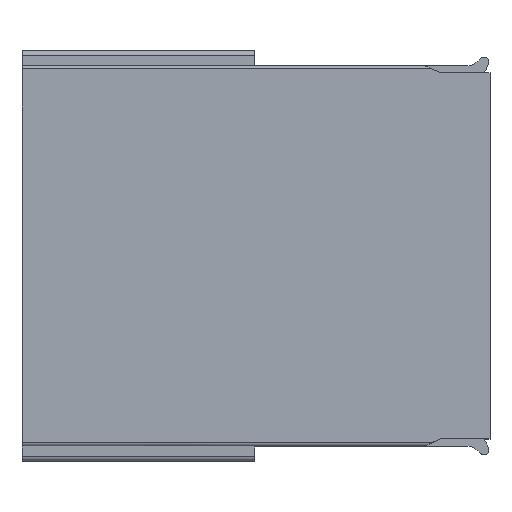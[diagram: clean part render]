
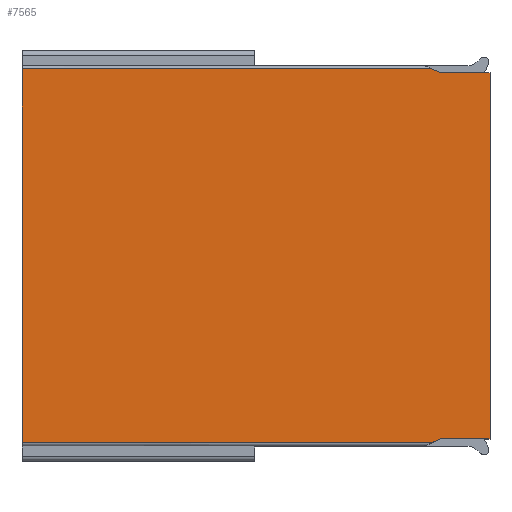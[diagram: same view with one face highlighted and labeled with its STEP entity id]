
A CAD part, top view. The second image highlights one B-rep face of the part: STEP entity #7565.
In plain terms, the highlighted planar face has unit normal (0, 0, 1).
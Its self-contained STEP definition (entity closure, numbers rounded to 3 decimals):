
#671=DIRECTION('',(0.,1.,0.));
#672=VECTOR('',#671,22.86);
#673=CARTESIAN_POINT('',(14.625,1.4,7.145));
#674=LINE('',#673,#672);
#2277=DIRECTION('',(-0.907,0.421,0.));
#2278=VECTOR('',#2277,0.598);
#2279=CARTESIAN_POINT('',(11.525,24.26,7.145));
#2280=LINE('',#2279,#2278);
#2281=DIRECTION('',(-1.,0.,0.));
#2282=VECTOR('',#2281,3.1);
#2283=CARTESIAN_POINT('',(14.625,24.26,7.145));
#2284=LINE('',#2283,#2282);
#2285=DIRECTION('',(-1.,0.,0.));
#2286=VECTOR('',#2285,3.1);
#2287=CARTESIAN_POINT('',(14.625,1.4,7.145));
#2288=LINE('',#2287,#2286);
#2289=DIRECTION('',(-0.907,-0.421,0.));
#2290=VECTOR('',#2289,0.598);
#2291=CARTESIAN_POINT('',(11.525,1.4,7.145));
#2292=LINE('',#2291,#2290);
#2293=DIRECTION('',(1.,0.,0.));
#2294=VECTOR('',#2293,25.608);
#2295=CARTESIAN_POINT('',(-14.625,1.149,7.145));
#2296=LINE('',#2295,#2294);
#2297=DIRECTION('',(0.,1.,0.));
#2298=VECTOR('',#2297,23.363);
#2299=CARTESIAN_POINT('',(-14.625,1.149,7.145));
#2300=LINE('',#2299,#2298);
#2301=DIRECTION('',(1.,0.,0.));
#2302=VECTOR('',#2301,25.608);
#2303=CARTESIAN_POINT('',(-14.625,24.511,7.145));
#2304=LINE('',#2303,#2302);
#3777=CARTESIAN_POINT('',(14.625,1.4,7.145));
#3778=CARTESIAN_POINT('',(11.525,1.4,7.145));
#3779=VERTEX_POINT('',#3777);
#3780=VERTEX_POINT('',#3778);
#3839=CARTESIAN_POINT('',(10.983,1.149,7.145));
#3840=VERTEX_POINT('',#3839);
#3841=CARTESIAN_POINT('',(-14.625,1.149,7.145));
#3842=VERTEX_POINT('',#3841);
#3864=CARTESIAN_POINT('',(-14.625,24.511,7.145));
#3865=VERTEX_POINT('',#3864);
#4002=CARTESIAN_POINT('',(11.525,24.26,7.145));
#4004=VERTEX_POINT('',#4002);
#4064=CARTESIAN_POINT('',(10.983,24.511,7.145));
#4065=VERTEX_POINT('',#4064);
#4066=CARTESIAN_POINT('',(14.625,24.26,7.145));
#4067=VERTEX_POINT('',#4066);
#7546=CARTESIAN_POINT('',(-14.625,0.,7.145));
#7547=DIRECTION('',(0.,0.,1.));
#7548=DIRECTION('',(1.,0.,0.));
#7549=AXIS2_PLACEMENT_3D('',#7546,#7547,#7548);
#7550=PLANE('',#7549);
#7551=ORIENTED_EDGE('',*,*,#6478,.F.);
#7552=ORIENTED_EDGE('',*,*,#7541,.F.);
#7553=ORIENTED_EDGE('',*,*,#5090,.F.);
#7555=ORIENTED_EDGE('',*,*,#7554,.T.);
#7557=ORIENTED_EDGE('',*,*,#7556,.T.);
#7559=ORIENTED_EDGE('',*,*,#7558,.F.);
#7560=ORIENTED_EDGE('',*,*,#6425,.T.);
#7562=ORIENTED_EDGE('',*,*,#7561,.T.);
#7563=EDGE_LOOP('',(#7551,#7552,#7553,#7555,#7557,#7559,#7560,#7562));
#7564=FACE_OUTER_BOUND('',#7563,.F.);
#7565=ADVANCED_FACE('',(#7564),#7550,.T.);
#5090=EDGE_CURVE('',#3779,#4067,#674,.T.);
#6425=EDGE_CURVE('',#3842,#3865,#2300,.T.);
#6478=EDGE_CURVE('',#4004,#4065,#2280,.T.);
#7541=EDGE_CURVE('',#4067,#4004,#2284,.T.);
#7554=EDGE_CURVE('',#3779,#3780,#2288,.T.);
#7556=EDGE_CURVE('',#3780,#3840,#2292,.T.);
#7558=EDGE_CURVE('',#3842,#3840,#2296,.T.);
#7561=EDGE_CURVE('',#3865,#4065,#2304,.T.);
